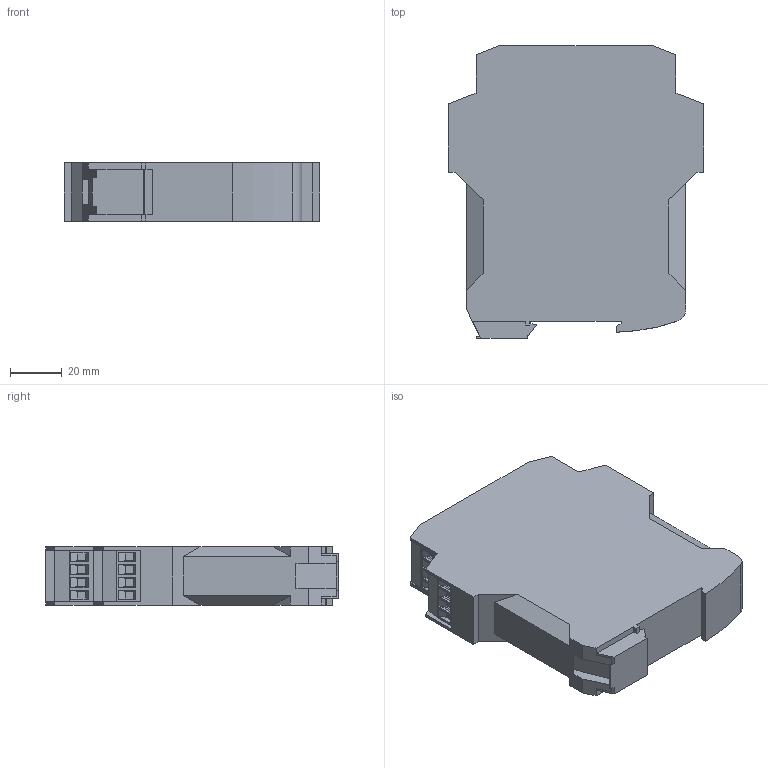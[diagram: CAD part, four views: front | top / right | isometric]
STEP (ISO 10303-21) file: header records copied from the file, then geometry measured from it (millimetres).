
FILE_DESCRIPTION(('SolidDesigner STEP Export'),'2;1');
FILE_NAME('2902935_PSR_SCP_42_230UC_URM4_4X1_2X2B-select.stp','2013-02-06T10:11:38',(''),(''),'Creo Elements/Direct Modeling STEP processor for AP214 (Solid Model)','Creo Elements/Direct Modeling 18.1 06-May-2012 (C) Parametric Technology GmbH','');
FILE_SCHEMA(('AUTOMOTIVE_DESIGN { 1 0 10303 214 1 1 1 1 }'));
Length unit declared in the file: millimetre
Products named in the file (2): 2902935_PSR_SCP_42_230UC_URM4_4X1_2X2B-select
Assembly tree (1 placements, depth 2):
  2902935_PSR_SCP_42_230UC_URM4_4X1_2X2B-select
    2902935_PSR_SCP_42_230UC_URM4_4X1_2X2B-select
Bounding box: 99 x 113.6 x 22.6 mm (x, y, z)
Volume: 208732.4 mm3; surface area: 29499.8 mm2
Topology: 1 solids, 1 shells, 394 faces, 998 edges, 638 vertices
Faces by surface type: plane 360, cylinder 34
Entity records: 14396 total; most frequent: ORIENTED_EDGE 1996, CARTESIAN_POINT 1948, DIRECTION 1755, EDGE_CURVE 998, VECTOR 865, LINE 865, VERTEX_POINT 638, AXIS2_PLACEMENT_3D 445
